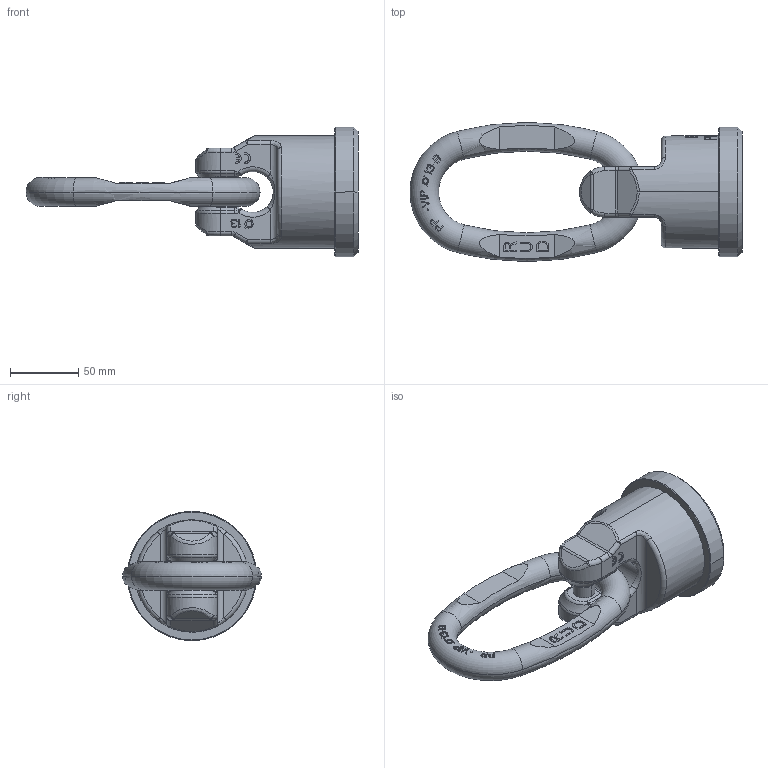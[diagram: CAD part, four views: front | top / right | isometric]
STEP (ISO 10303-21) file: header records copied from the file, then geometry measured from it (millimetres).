
FILE_DESCRIPTION((''),'2;1');
FILE_NAME('001-M31395-P-40_ASM','2019-03-15T',('anja.joas'),(''),'PRO/ENGINEER BY PARAMETRIC TECHNOLOGY CORPORATION, 2011490','PRO/ENGINEER BY PARAMETRIC TECHNOLOGY CORPORATION, 2011490','');
FILE_SCHEMA(('CONFIG_CONTROL_DESIGN'));
Length unit declared in the file: millimetre
Products named in the file (4): 001-M31395-P-20_AF0; 001-M31395-P-50; 001-M31290-004; 001-M31395-P-40_ASM
Assembly tree (3 placements, depth 2):
  001-M31395-P-40_ASM
    001-M31395-P-20_AF0
    001-M31395-P-50
    001-M31290-004
Bounding box: 244 x 102 x 95 mm (x, y, z)
Volume: 575164.8 mm3; surface area: 77339.7 mm2
Topology: 3 solids, 3 shells, 788 faces, 2089 edges, 1348 vertices
Faces by surface type: plane 598, cylinder 74, bspline 64, torus 34, sphere 12, cone 6
Entity records: 27587 total; most frequent: CARTESIAN_POINT 9061, ORIENTED_EDGE 4178, DIRECTION 3287, EDGE_CURVE 2089, VERTEX_POINT 1348, VECTOR 1235, LINE 1235, AXIS2_PLACEMENT_3D 1026
